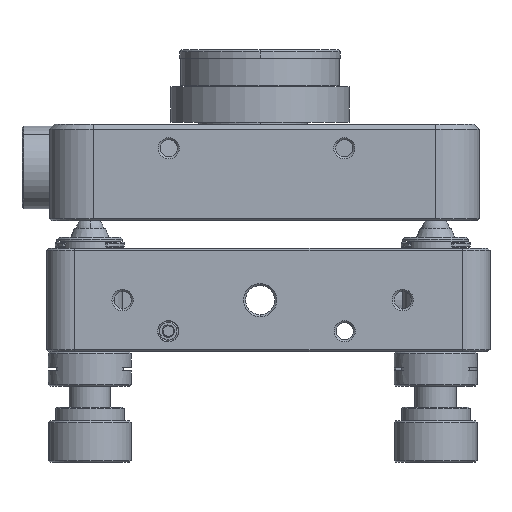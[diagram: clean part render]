
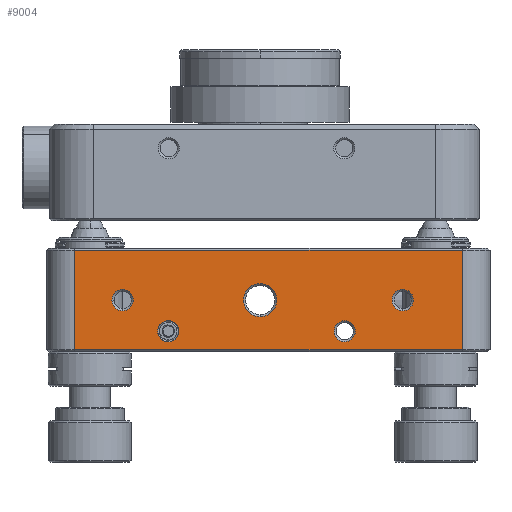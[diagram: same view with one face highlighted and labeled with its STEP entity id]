
A CAD part, front view. The second image highlights one B-rep face of the part: STEP entity #9004.
In plain terms, the highlighted planar face has unit normal (0, -1, 0).
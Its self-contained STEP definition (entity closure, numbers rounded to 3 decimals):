
#142 = CARTESIAN_POINT ( 'NONE',  ( 31.814, -35.814, -24.225 ) ) ;
#172 = VERTEX_POINT ( 'NONE', #904 ) ;
#254 = VERTEX_POINT ( 'NONE', #11297 ) ;
#480 = CIRCLE ( 'NONE', #10031, 1.55 ) ;
#505 = DIRECTION ( 'NONE',  ( -1., 0., 0. ) ) ;
#815 = EDGE_CURVE ( 'NONE', #18370, #2887, #16433, .T. ) ;
#825 = DIRECTION ( 'NONE',  ( 0., 1., 0. ) ) ;
#904 = CARTESIAN_POINT ( 'NONE',  ( 14.784, -35.814, -23.05 ) ) ;
#1019 = EDGE_CURVE ( 'NONE', #16023, #13122, #1575, .T. ) ;
#1488 = DIRECTION ( 'NONE',  ( 0., 1., 0. ) ) ;
#1575 = CIRCLE ( 'NONE', #15047, 2.4 ) ;
#1609 = DIRECTION ( 'NONE',  ( 0., -1., 0. ) ) ;
#1670 = DIRECTION ( 'NONE',  ( -1., 0., 0. ) ) ;
#1710 = FACE_BOUND ( 'NONE', #14749, .T. ) ;
#1793 = ORIENTED_EDGE ( 'NONE', *, *, #18560, .F. ) ;
#1808 = AXIS2_PLACEMENT_3D ( 'NONE', #17246, #7411, #10607 ) ;
#1811 = CARTESIAN_POINT ( 'NONE',  ( -24.321, -35.814, -9.825 ) ) ;
#1993 = CARTESIAN_POINT ( 'NONE',  ( 31.814, -35.814, -9.825 ) ) ;
#2090 = CIRCLE ( 'NONE', #14444, 1.55 ) ;
#2276 = EDGE_LOOP ( 'NONE', ( #7379, #12505 ) ) ;
#2323 = LINE ( 'NONE', #142, #9188 ) ;
#2397 = VERTEX_POINT ( 'NONE', #17838 ) ;
#2433 = ORIENTED_EDGE ( 'NONE', *, *, #16795, .F. ) ;
#2523 = VECTOR ( 'NONE', #11982, 1000. ) ;
#2887 = VERTEX_POINT ( 'NONE', #19938 ) ;
#3177 = EDGE_CURVE ( 'NONE', #15896, #2397, #5576, .T. ) ;
#3308 = DIRECTION ( 'NONE',  ( 0., 0., -1. ) ) ;
#3630 = CARTESIAN_POINT ( 'NONE',  ( 31.814, -35.814, -24.225 ) ) ;
#3850 = CIRCLE ( 'NONE', #9150, 1.525 ) ;
#3893 = CARTESIAN_POINT ( 'NONE',  ( 23.19, -35.814, -15.475 ) ) ;
#3987 = EDGE_CURVE ( 'NONE', #19114, #16164, #11938, .T. ) ;
#4601 = CIRCLE ( 'NONE', #13078, 1.55 ) ;
#5576 = LINE ( 'NONE', #13981, #12327 ) ;
#5689 = CIRCLE ( 'NONE', #1808, 1.525 ) ;
#5980 = DIRECTION ( 'NONE',  ( 0., 1., 0. ) ) ;
#6025 = CARTESIAN_POINT ( 'NONE',  ( 2.544, -35.814, -19.425 ) ) ;
#6298 = EDGE_CURVE ( 'NONE', #2397, #19114, #2323, .T. ) ;
#6362 = DIRECTION ( 'NONE',  ( -1., 0., 0. ) ) ;
#6364 = CARTESIAN_POINT ( 'NONE',  ( -11.581, -35.814, -25.019 ) ) ;
#6433 = ORIENTED_EDGE ( 'NONE', *, *, #1019, .T. ) ;
#6440 = AXIS2_PLACEMENT_3D ( 'NONE', #6364, #1488, #13428 ) ;
#6596 = DIRECTION ( 'NONE',  ( 0., 0., -1. ) ) ;
#6916 = AXIS2_PLACEMENT_3D ( 'NONE', #12237, #9033, #505 ) ;
#7086 = EDGE_LOOP ( 'NONE', ( #16931, #13830 ) ) ;
#7379 = ORIENTED_EDGE ( 'NONE', *, *, #17797, .F. ) ;
#7399 = EDGE_CURVE ( 'NONE', #16164, #15896, #20465, .T. ) ;
#7411 = DIRECTION ( 'NONE',  ( 0., -1., 0. ) ) ;
#7431 = VERTEX_POINT ( 'NONE', #15085 ) ;
#7590 = CARTESIAN_POINT ( 'NONE',  ( -17.348, -35.814, -17.025 ) ) ;
#7622 = VERTEX_POINT ( 'NONE', #10523 ) ;
#7838 = EDGE_CURVE ( 'NONE', #7431, #12229, #4601, .T. ) ;
#8010 = ORIENTED_EDGE ( 'NONE', *, *, #9922, .T. ) ;
#8126 = FACE_BOUND ( 'NONE', #7086, .T. ) ;
#8377 = ORIENTED_EDGE ( 'NONE', *, *, #7399, .T. ) ;
#8473 = AXIS2_PLACEMENT_3D ( 'NONE', #9225, #15754, #12323 ) ;
#8538 = DIRECTION ( 'NONE',  ( 0., 1., 0. ) ) ;
#8611 = EDGE_LOOP ( 'NONE', ( #11756, #16192, #19887, #8377 ) ) ;
#8896 = DIRECTION ( 'NONE',  ( -1., 0., 0. ) ) ;
#8982 = CIRCLE ( 'NONE', #17446, 1.525 ) ;
#9004 = ADVANCED_FACE ( 'NONE', ( #1710, #8126, #18503, #11658, #9888, #9782 ), #16522, .F. ) ;
#9033 = DIRECTION ( 'NONE',  ( 0., 1., 0. ) ) ;
#9150 = AXIS2_PLACEMENT_3D ( 'NONE', #11455, #1609, #6596 ) ;
#9188 = VECTOR ( 'NONE', #10711, 1000. ) ;
#9225 = CARTESIAN_POINT ( 'NONE',  ( 2.544, -35.814, -17.025 ) ) ;
#9761 = CARTESIAN_POINT ( 'NONE',  ( 2.544, -35.814, -14.625 ) ) ;
#9782 = FACE_OUTER_BOUND ( 'NONE', #8611, .T. ) ;
#9888 = FACE_BOUND ( 'NONE', #14956, .T. ) ;
#9922 = EDGE_CURVE ( 'NONE', #12229, #7431, #2090, .T. ) ;
#10031 = AXIS2_PLACEMENT_3D ( 'NONE', #21099, #5980, #8896 ) ;
#10278 = CARTESIAN_POINT ( 'NONE',  ( 31.814, -35.814, -25.019 ) ) ;
#10523 = CARTESIAN_POINT ( 'NONE',  ( -10.748, -35.814, -20. ) ) ;
#10560 = CARTESIAN_POINT ( 'NONE',  ( -10.748, -35.814, -23.05 ) ) ;
#10597 = DIRECTION ( 'NONE',  ( 0., 0., 1. ) ) ;
#10607 = DIRECTION ( 'NONE',  ( 0., 0., -1. ) ) ;
#10620 = EDGE_CURVE ( 'NONE', #13122, #16023, #19027, .T. ) ;
#10711 = DIRECTION ( 'NONE',  ( 1., 0., 0. ) ) ;
#11223 = EDGE_LOOP ( 'NONE', ( #13644, #8010 ) ) ;
#11297 = CARTESIAN_POINT ( 'NONE',  ( 14.784, -35.814, -20. ) ) ;
#11455 = CARTESIAN_POINT ( 'NONE',  ( -10.748, -35.814, -21.525 ) ) ;
#11658 = FACE_BOUND ( 'NONE', #2276, .T. ) ;
#11756 = ORIENTED_EDGE ( 'NONE', *, *, #3177, .T. ) ;
#11938 = LINE ( 'NONE', #10278, #18909 ) ;
#11982 = DIRECTION ( 'NONE',  ( -1., 0., 0. ) ) ;
#12229 = VERTEX_POINT ( 'NONE', #15732 ) ;
#12237 = CARTESIAN_POINT ( 'NONE',  ( 23.19, -35.814, -17.025 ) ) ;
#12323 = DIRECTION ( 'NONE',  ( -1., 0., 0. ) ) ;
#12324 = DIRECTION ( 'NONE',  ( 0., 0., -1. ) ) ;
#12327 = VECTOR ( 'NONE', #12324, 1000. ) ;
#12505 = ORIENTED_EDGE ( 'NONE', *, *, #20243, .F. ) ;
#12744 = DIRECTION ( 'NONE',  ( 0., 0., -1. ) ) ;
#13078 = AXIS2_PLACEMENT_3D ( 'NONE', #18251, #8538, #1670 ) ;
#13122 = VERTEX_POINT ( 'NONE', #6025 ) ;
#13428 = DIRECTION ( 'NONE',  ( 1., 0., 0. ) ) ;
#13644 = ORIENTED_EDGE ( 'NONE', *, *, #7838, .T. ) ;
#13830 = ORIENTED_EDGE ( 'NONE', *, *, #815, .T. ) ;
#13833 = AXIS2_PLACEMENT_3D ( 'NONE', #21119, #21228, #12744 ) ;
#13981 = CARTESIAN_POINT ( 'NONE',  ( -24.321, -35.814, -25.019 ) ) ;
#14444 = AXIS2_PLACEMENT_3D ( 'NONE', #7590, #19603, #17966 ) ;
#14749 = EDGE_LOOP ( 'NONE', ( #20900, #6433 ) ) ;
#14956 = EDGE_LOOP ( 'NONE', ( #2433, #1793 ) ) ;
#15047 = AXIS2_PLACEMENT_3D ( 'NONE', #19709, #825, #6362 ) ;
#15085 = CARTESIAN_POINT ( 'NONE',  ( -17.348, -35.814, -18.575 ) ) ;
#15478 = DIRECTION ( 'NONE',  ( 0., -1., 0. ) ) ;
#15732 = CARTESIAN_POINT ( 'NONE',  ( -17.348, -35.814, -15.475 ) ) ;
#15754 = DIRECTION ( 'NONE',  ( 0., 1., 0. ) ) ;
#15896 = VERTEX_POINT ( 'NONE', #19258 ) ;
#16023 = VERTEX_POINT ( 'NONE', #9761 ) ;
#16164 = VERTEX_POINT ( 'NONE', #1993 ) ;
#16192 = ORIENTED_EDGE ( 'NONE', *, *, #6298, .T. ) ;
#16433 = CIRCLE ( 'NONE', #6916, 1.55 ) ;
#16522 = PLANE ( 'NONE',  #6440 ) ;
#16795 = EDGE_CURVE ( 'NONE', #20880, #7622, #3850, .T. ) ;
#16931 = ORIENTED_EDGE ( 'NONE', *, *, #19988, .T. ) ;
#17131 = CARTESIAN_POINT ( 'NONE',  ( 14.784, -35.814, -21.525 ) ) ;
#17246 = CARTESIAN_POINT ( 'NONE',  ( 14.784, -35.814, -21.525 ) ) ;
#17446 = AXIS2_PLACEMENT_3D ( 'NONE', #17131, #15478, #3308 ) ;
#17797 = EDGE_CURVE ( 'NONE', #172, #254, #5689, .T. ) ;
#17838 = CARTESIAN_POINT ( 'NONE',  ( -24.321, -35.814, -24.225 ) ) ;
#17966 = DIRECTION ( 'NONE',  ( -1., 0., 0. ) ) ;
#18251 = CARTESIAN_POINT ( 'NONE',  ( -17.348, -35.814, -17.025 ) ) ;
#18370 = VERTEX_POINT ( 'NONE', #3893 ) ;
#18503 = FACE_BOUND ( 'NONE', #11223, .T. ) ;
#18560 = EDGE_CURVE ( 'NONE', #7622, #20880, #19459, .T. ) ;
#18909 = VECTOR ( 'NONE', #10597, 1000. ) ;
#19027 = CIRCLE ( 'NONE', #8473, 2.4 ) ;
#19114 = VERTEX_POINT ( 'NONE', #3630 ) ;
#19258 = CARTESIAN_POINT ( 'NONE',  ( -24.321, -35.814, -9.825 ) ) ;
#19459 = CIRCLE ( 'NONE', #13833, 1.525 ) ;
#19603 = DIRECTION ( 'NONE',  ( 0., 1., 0. ) ) ;
#19709 = CARTESIAN_POINT ( 'NONE',  ( 2.544, -35.814, -17.025 ) ) ;
#19887 = ORIENTED_EDGE ( 'NONE', *, *, #3987, .T. ) ;
#19938 = CARTESIAN_POINT ( 'NONE',  ( 23.19, -35.814, -18.575 ) ) ;
#19988 = EDGE_CURVE ( 'NONE', #2887, #18370, #480, .T. ) ;
#20243 = EDGE_CURVE ( 'NONE', #254, #172, #8982, .T. ) ;
#20465 = LINE ( 'NONE', #1811, #2523 ) ;
#20880 = VERTEX_POINT ( 'NONE', #10560 ) ;
#20900 = ORIENTED_EDGE ( 'NONE', *, *, #10620, .T. ) ;
#21099 = CARTESIAN_POINT ( 'NONE',  ( 23.19, -35.814, -17.025 ) ) ;
#21119 = CARTESIAN_POINT ( 'NONE',  ( -10.748, -35.814, -21.525 ) ) ;
#21228 = DIRECTION ( 'NONE',  ( 0., -1., 0. ) ) ;
